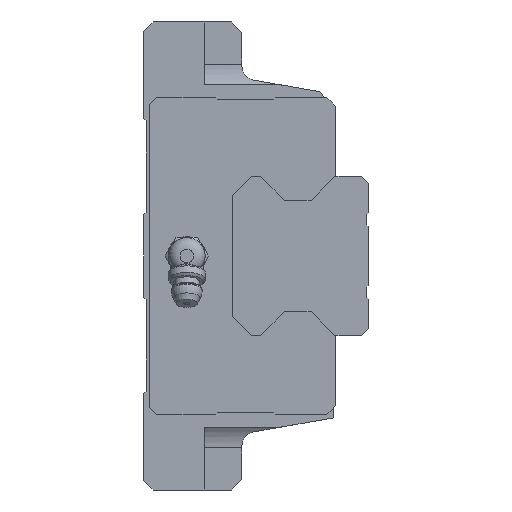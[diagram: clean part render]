
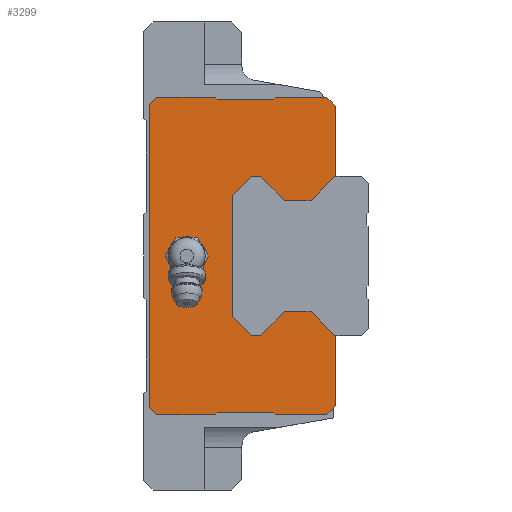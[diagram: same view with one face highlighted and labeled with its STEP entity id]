
A CAD part, left-side view. The second image highlights one B-rep face of the part: STEP entity #3299.
In plain terms, the highlighted planar face has unit normal (-1, 0, 0).
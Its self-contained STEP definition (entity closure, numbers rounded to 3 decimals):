
#651=ORIENTED_EDGE('',*,*,#1343,.F.);
#652=ORIENTED_EDGE('',*,*,#1378,.F.);
#653=ORIENTED_EDGE('',*,*,#1376,.F.);
#654=ORIENTED_EDGE('',*,*,#1374,.F.);
#655=ORIENTED_EDGE('',*,*,#1372,.F.);
#656=ORIENTED_EDGE('',*,*,#1370,.F.);
#657=ORIENTED_EDGE('',*,*,#1368,.F.);
#658=ORIENTED_EDGE('',*,*,#1366,.F.);
#659=ORIENTED_EDGE('',*,*,#1364,.F.);
#660=ORIENTED_EDGE('',*,*,#1362,.F.);
#661=ORIENTED_EDGE('',*,*,#1360,.F.);
#662=ORIENTED_EDGE('',*,*,#1358,.F.);
#663=ORIENTED_EDGE('',*,*,#1356,.F.);
#664=ORIENTED_EDGE('',*,*,#1354,.F.);
#665=ORIENTED_EDGE('',*,*,#1352,.F.);
#666=ORIENTED_EDGE('',*,*,#1350,.F.);
#667=ORIENTED_EDGE('',*,*,#1230,.F.);
#668=ORIENTED_EDGE('',*,*,#1227,.F.);
#669=ORIENTED_EDGE('',*,*,#1224,.F.);
#670=ORIENTED_EDGE('',*,*,#1221,.F.);
#671=ORIENTED_EDGE('',*,*,#1218,.F.);
#672=ORIENTED_EDGE('',*,*,#1215,.F.);
#673=ORIENTED_EDGE('',*,*,#1212,.F.);
#674=ORIENTED_EDGE('',*,*,#1209,.F.);
#675=ORIENTED_EDGE('',*,*,#1206,.F.);
#676=ORIENTED_EDGE('',*,*,#1203,.F.);
#677=ORIENTED_EDGE('',*,*,#1198,.F.);
#678=ORIENTED_EDGE('',*,*,#1349,.F.);
#679=ORIENTED_EDGE('',*,*,#1347,.F.);
#680=ORIENTED_EDGE('',*,*,#1345,.F.);
#681=ORIENTED_EDGE('',*,*,#1379,.T.);
#682=ORIENTED_EDGE('',*,*,#1380,.T.);
#683=ORIENTED_EDGE('',*,*,#1381,.T.);
#684=ORIENTED_EDGE('',*,*,#1382,.T.);
#685=ORIENTED_EDGE('',*,*,#1383,.T.);
#686=ORIENTED_EDGE('',*,*,#1384,.T.);
#1198=EDGE_CURVE('',#1643,#1644,#1950,.T.);
#1203=EDGE_CURVE('',#1644,#1648,#1955,.T.);
#1206=EDGE_CURVE('',#1648,#1650,#1958,.T.);
#1209=EDGE_CURVE('',#1650,#1652,#1961,.T.);
#1212=EDGE_CURVE('',#1652,#1654,#1964,.T.);
#1215=EDGE_CURVE('',#1654,#1656,#1967,.T.);
#1218=EDGE_CURVE('',#1656,#1658,#1970,.T.);
#1221=EDGE_CURVE('',#1658,#1660,#1973,.T.);
#1224=EDGE_CURVE('',#1660,#1662,#1976,.T.);
#1227=EDGE_CURVE('',#1662,#1664,#1979,.T.);
#1230=EDGE_CURVE('',#1664,#1666,#1982,.T.);
#1343=EDGE_CURVE('',#1736,#1737,#2090,.T.);
#1345=EDGE_CURVE('',#1737,#1738,#2092,.T.);
#1347=EDGE_CURVE('',#1738,#1739,#2094,.T.);
#1349=EDGE_CURVE('',#1739,#1643,#2096,.T.);
#1350=EDGE_CURVE('',#1666,#1740,#2097,.T.);
#1352=EDGE_CURVE('',#1740,#1741,#2099,.T.);
#1354=EDGE_CURVE('',#1741,#1742,#2101,.T.);
#1356=EDGE_CURVE('',#1742,#1743,#2103,.T.);
#1358=EDGE_CURVE('',#1743,#1744,#2105,.T.);
#1360=EDGE_CURVE('',#1744,#1745,#2107,.T.);
#1362=EDGE_CURVE('',#1745,#1746,#2109,.T.);
#1364=EDGE_CURVE('',#1746,#1747,#2111,.T.);
#1366=EDGE_CURVE('',#1747,#1748,#2113,.T.);
#1368=EDGE_CURVE('',#1748,#1749,#2115,.T.);
#1370=EDGE_CURVE('',#1749,#1750,#2117,.T.);
#1372=EDGE_CURVE('',#1750,#1751,#2119,.T.);
#1374=EDGE_CURVE('',#1751,#1752,#2121,.T.);
#1376=EDGE_CURVE('',#1752,#1753,#2123,.T.);
#1378=EDGE_CURVE('',#1753,#1736,#2125,.T.);
#1379=EDGE_CURVE('',#1754,#1755,#2126,.T.);
#1380=EDGE_CURVE('',#1755,#1756,#2127,.T.);
#1381=EDGE_CURVE('',#1756,#1757,#2128,.T.);
#1382=EDGE_CURVE('',#1757,#1758,#2129,.T.);
#1383=EDGE_CURVE('',#1758,#1759,#2130,.T.);
#1384=EDGE_CURVE('',#1759,#1754,#2131,.T.);
#1643=VERTEX_POINT('',#4821);
#1644=VERTEX_POINT('',#4823);
#1648=VERTEX_POINT('',#4833);
#1650=VERTEX_POINT('',#4839);
#1652=VERTEX_POINT('',#4845);
#1654=VERTEX_POINT('',#4851);
#1656=VERTEX_POINT('',#4857);
#1658=VERTEX_POINT('',#4863);
#1660=VERTEX_POINT('',#4869);
#1662=VERTEX_POINT('',#4875);
#1664=VERTEX_POINT('',#4881);
#1666=VERTEX_POINT('',#4887);
#1736=VERTEX_POINT('',#5108);
#1737=VERTEX_POINT('',#5110);
#1738=VERTEX_POINT('',#5114);
#1739=VERTEX_POINT('',#5118);
#1740=VERTEX_POINT('',#5124);
#1741=VERTEX_POINT('',#5128);
#1742=VERTEX_POINT('',#5132);
#1743=VERTEX_POINT('',#5136);
#1744=VERTEX_POINT('',#5140);
#1745=VERTEX_POINT('',#5144);
#1746=VERTEX_POINT('',#5148);
#1747=VERTEX_POINT('',#5152);
#1748=VERTEX_POINT('',#5156);
#1749=VERTEX_POINT('',#5160);
#1750=VERTEX_POINT('',#5164);
#1751=VERTEX_POINT('',#5168);
#1752=VERTEX_POINT('',#5172);
#1753=VERTEX_POINT('',#5176);
#1754=VERTEX_POINT('',#5182);
#1755=VERTEX_POINT('',#5183);
#1756=VERTEX_POINT('',#5185);
#1757=VERTEX_POINT('',#5187);
#1758=VERTEX_POINT('',#5189);
#1759=VERTEX_POINT('',#5191);
#1950=LINE('',#4822,#2327);
#1955=LINE('',#4832,#2332);
#1958=LINE('',#4838,#2335);
#1961=LINE('',#4844,#2338);
#1964=LINE('',#4850,#2341);
#1967=LINE('',#4856,#2344);
#1970=LINE('',#4862,#2347);
#1973=LINE('',#4868,#2350);
#1976=LINE('',#4874,#2353);
#1979=LINE('',#4880,#2356);
#1982=LINE('',#4886,#2359);
#2090=LINE('',#5109,#2467);
#2092=LINE('',#5113,#2469);
#2094=LINE('',#5117,#2471);
#2096=LINE('',#5121,#2473);
#2097=LINE('',#5123,#2474);
#2099=LINE('',#5127,#2476);
#2101=LINE('',#5131,#2478);
#2103=LINE('',#5135,#2480);
#2105=LINE('',#5139,#2482);
#2107=LINE('',#5143,#2484);
#2109=LINE('',#5147,#2486);
#2111=LINE('',#5151,#2488);
#2113=LINE('',#5155,#2490);
#2115=LINE('',#5159,#2492);
#2117=LINE('',#5163,#2494);
#2119=LINE('',#5167,#2496);
#2121=LINE('',#5171,#2498);
#2123=LINE('',#5175,#2500);
#2125=LINE('',#5179,#2502);
#2126=LINE('',#5181,#2503);
#2127=LINE('',#5184,#2504);
#2128=LINE('',#5186,#2505);
#2129=LINE('',#5188,#2506);
#2130=LINE('',#5190,#2507);
#2131=LINE('',#5192,#2508);
#2327=VECTOR('',#3833,1000.);
#2332=VECTOR('',#3840,1000.);
#2335=VECTOR('',#3845,1000.);
#2338=VECTOR('',#3850,1000.);
#2341=VECTOR('',#3855,1000.);
#2344=VECTOR('',#3860,1000.);
#2347=VECTOR('',#3865,1000.);
#2350=VECTOR('',#3870,1000.);
#2353=VECTOR('',#3875,1000.);
#2356=VECTOR('',#3880,1000.);
#2359=VECTOR('',#3885,1000.);
#2467=VECTOR('',#4081,1000.);
#2469=VECTOR('',#4085,1000.);
#2471=VECTOR('',#4089,1000.);
#2473=VECTOR('',#4093,1000.);
#2474=VECTOR('',#4096,1000.);
#2476=VECTOR('',#4100,1000.);
#2478=VECTOR('',#4104,1000.);
#2480=VECTOR('',#4108,1000.);
#2482=VECTOR('',#4112,1000.);
#2484=VECTOR('',#4116,1000.);
#2486=VECTOR('',#4120,1000.);
#2488=VECTOR('',#4124,1000.);
#2490=VECTOR('',#4128,1000.);
#2492=VECTOR('',#4132,1000.);
#2494=VECTOR('',#4136,1000.);
#2496=VECTOR('',#4140,1000.);
#2498=VECTOR('',#4144,1000.);
#2500=VECTOR('',#4148,1000.);
#2502=VECTOR('',#4152,1000.);
#2503=VECTOR('',#4155,1000.);
#2504=VECTOR('',#4156,1000.);
#2505=VECTOR('',#4157,1000.);
#2506=VECTOR('',#4158,1000.);
#2507=VECTOR('',#4159,1000.);
#2508=VECTOR('',#4160,1000.);
#2713=EDGE_LOOP('',(#651,#652,#653,#654,#655,#656,#657,#658,#659,#660,#661,
#662,#663,#664,#665,#666,#667,#668,#669,#670,#671,#672,#673,#674,#675,#676,
#677,#678,#679,#680));
#2714=EDGE_LOOP('',(#681,#682,#683,#684,#685,#686));
#2937=FACE_BOUND('',#2713,.T.);
#2938=FACE_BOUND('',#2714,.T.);
#3148=PLANE('',#3532);
#3299=ADVANCED_FACE('',(#2937,#2938),#3148,.F.);
#3532=AXIS2_PLACEMENT_3D('',#5180,#4153,#4154);
#3833=DIRECTION('',(0.,0.707,-0.707));
#3840=DIRECTION('',(0.,1.,0.));
#3845=DIRECTION('',(0.,0.707,0.707));
#3850=DIRECTION('',(0.,1.,0.));
#3855=DIRECTION('',(0.,0.702,-0.712));
#3860=DIRECTION('',(0.,0.,-1.));
#3865=DIRECTION('',(0.,-0.702,-0.712));
#3870=DIRECTION('',(0.,-1.,0.));
#3875=DIRECTION('',(0.,-0.707,0.707));
#3880=DIRECTION('',(0.,-1.,0.));
#3885=DIRECTION('',(0.,-0.707,-0.707));
#4081=DIRECTION('',(0.,-1.,0.));
#4085=DIRECTION('',(0.,-0.707,-0.707));
#4089=DIRECTION('',(0.,0.,-1.));
#4093=DIRECTION('',(0.,1.,0.));
#4096=DIRECTION('',(0.,-1.,0.));
#4100=DIRECTION('',(0.,0.,-1.));
#4104=DIRECTION('',(0.,0.707,-0.707));
#4108=DIRECTION('',(0.,1.,0.));
#4112=DIRECTION('',(0.,0.707,0.707));
#4116=DIRECTION('',(0.,1.,0.));
#4120=DIRECTION('',(0.,0.707,-0.707));
#4124=DIRECTION('',(0.,1.,0.));
#4128=DIRECTION('',(0.,0.707,0.707));
#4132=DIRECTION('',(0.,0.,1.));
#4136=DIRECTION('',(0.,-0.707,0.707));
#4140=DIRECTION('',(0.,-1.,0.));
#4144=DIRECTION('',(0.,-0.707,-0.707));
#4148=DIRECTION('',(0.,-1.,0.));
#4152=DIRECTION('',(0.,-0.707,0.707));
#4153=DIRECTION('',(1.,0.,0.));
#4154=DIRECTION('',(0.,0.,-1.));
#4155=DIRECTION('',(0.,1.,0.));
#4156=DIRECTION('',(0.,0.5,0.866));
#4157=DIRECTION('',(0.,-0.5,0.866));
#4158=DIRECTION('',(0.,-1.,0.));
#4159=DIRECTION('',(0.,-0.5,-0.866));
#4160=DIRECTION('',(0.,0.5,-0.866));
#4821=CARTESIAN_POINT('',(-54.4,-47.87,17.));
#4822=CARTESIAN_POINT('',(-54.4,-47.87,17.));
#4823=CARTESIAN_POINT('',(-54.4,-42.77,11.9));
#4832=CARTESIAN_POINT('',(-54.4,-42.77,11.9));
#4833=CARTESIAN_POINT('',(-54.4,-37.07,11.9));
#4838=CARTESIAN_POINT('',(-54.4,-37.07,11.9));
#4839=CARTESIAN_POINT('',(-54.4,-31.97,17.));
#4844=CARTESIAN_POINT('',(-54.4,-31.97,17.));
#4845=CARTESIAN_POINT('',(-54.4,-30.,17.));
#4850=CARTESIAN_POINT('',(-54.4,-30.,17.));
#4851=CARTESIAN_POINT('',(-54.4,-26.,12.94));
#4856=CARTESIAN_POINT('',(-54.4,-26.,12.94));
#4857=CARTESIAN_POINT('',(-54.4,-26.,-12.94));
#4862=CARTESIAN_POINT('',(-54.4,-26.,-12.94));
#4863=CARTESIAN_POINT('',(-54.4,-30.,-17.));
#4868=CARTESIAN_POINT('',(-54.4,-30.,-17.));
#4869=CARTESIAN_POINT('',(-54.4,-31.97,-17.));
#4874=CARTESIAN_POINT('',(-54.4,-31.97,-17.));
#4875=CARTESIAN_POINT('',(-54.4,-37.07,-11.9));
#4880=CARTESIAN_POINT('',(-54.4,-37.07,-11.9));
#4881=CARTESIAN_POINT('',(-54.4,-42.77,-11.9));
#4886=CARTESIAN_POINT('',(-54.4,-42.77,-11.9));
#4887=CARTESIAN_POINT('',(-54.4,-47.87,-17.));
#5108=CARTESIAN_POINT('',(-54.4,-35.1,33.9));
#5109=CARTESIAN_POINT('',(-54.4,-35.1,33.9));
#5110=CARTESIAN_POINT('',(-54.4,-46.1,33.9));
#5113=CARTESIAN_POINT('',(-54.4,-46.1,33.9));
#5114=CARTESIAN_POINT('',(-54.4,-48.,32.));
#5117=CARTESIAN_POINT('',(-54.4,-48.,32.));
#5118=CARTESIAN_POINT('',(-54.4,-48.,17.));
#5121=CARTESIAN_POINT('',(-54.4,-48.,17.));
#5123=CARTESIAN_POINT('',(-54.4,-47.87,-17.));
#5124=CARTESIAN_POINT('',(-54.4,-48.,-17.));
#5127=CARTESIAN_POINT('',(-54.4,-48.,-17.));
#5128=CARTESIAN_POINT('',(-54.4,-48.,-32.));
#5131=CARTESIAN_POINT('',(-54.4,-48.,-32.));
#5132=CARTESIAN_POINT('',(-54.4,-46.1,-33.9));
#5135=CARTESIAN_POINT('',(-54.4,-46.1,-33.9));
#5136=CARTESIAN_POINT('',(-54.4,-35.1,-33.9));
#5139=CARTESIAN_POINT('',(-54.4,-35.1,-33.9));
#5140=CARTESIAN_POINT('',(-54.4,-34.7,-33.5));
#5143=CARTESIAN_POINT('',(-54.4,-34.7,-33.5));
#5144=CARTESIAN_POINT('',(-54.4,-22.7,-33.5));
#5147=CARTESIAN_POINT('',(-54.4,-22.7,-33.5));
#5148=CARTESIAN_POINT('',(-54.4,-22.3,-33.9));
#5151=CARTESIAN_POINT('',(-54.4,-22.3,-33.9));
#5152=CARTESIAN_POINT('',(-54.4,-9.8,-33.9));
#5155=CARTESIAN_POINT('',(-54.4,-9.8,-33.9));
#5156=CARTESIAN_POINT('',(-54.4,-8.3,-32.4));
#5159=CARTESIAN_POINT('',(-54.4,-8.3,-32.4));
#5160=CARTESIAN_POINT('',(-54.4,-8.3,32.4));
#5163=CARTESIAN_POINT('',(-54.4,-8.3,32.4));
#5164=CARTESIAN_POINT('',(-54.4,-9.8,33.9));
#5167=CARTESIAN_POINT('',(-54.4,-9.8,33.9));
#5168=CARTESIAN_POINT('',(-54.4,-22.3,33.9));
#5171=CARTESIAN_POINT('',(-54.4,-22.3,33.9));
#5172=CARTESIAN_POINT('',(-54.4,-22.7,33.5));
#5175=CARTESIAN_POINT('',(-54.4,-22.7,33.5));
#5176=CARTESIAN_POINT('',(-54.4,-34.7,33.5));
#5179=CARTESIAN_POINT('',(-54.4,-34.7,33.5));
#5180=CARTESIAN_POINT('',(-54.4,0.,0.));
#5181=CARTESIAN_POINT('',(-54.4,-18.509,-4.));
#5182=CARTESIAN_POINT('',(-54.4,-18.509,-4.));
#5183=CARTESIAN_POINT('',(-54.4,-13.891,-4.));
#5184=CARTESIAN_POINT('',(-54.4,-13.891,-4.));
#5185=CARTESIAN_POINT('',(-54.4,-11.581,0.));
#5186=CARTESIAN_POINT('',(-54.4,-11.581,0.));
#5187=CARTESIAN_POINT('',(-54.4,-13.891,4.));
#5188=CARTESIAN_POINT('',(-54.4,-13.891,4.));
#5189=CARTESIAN_POINT('',(-54.4,-18.509,4.));
#5190=CARTESIAN_POINT('',(-54.4,-18.509,4.));
#5191=CARTESIAN_POINT('',(-54.4,-20.819,0.));
#5192=CARTESIAN_POINT('',(-54.4,-20.819,0.));
